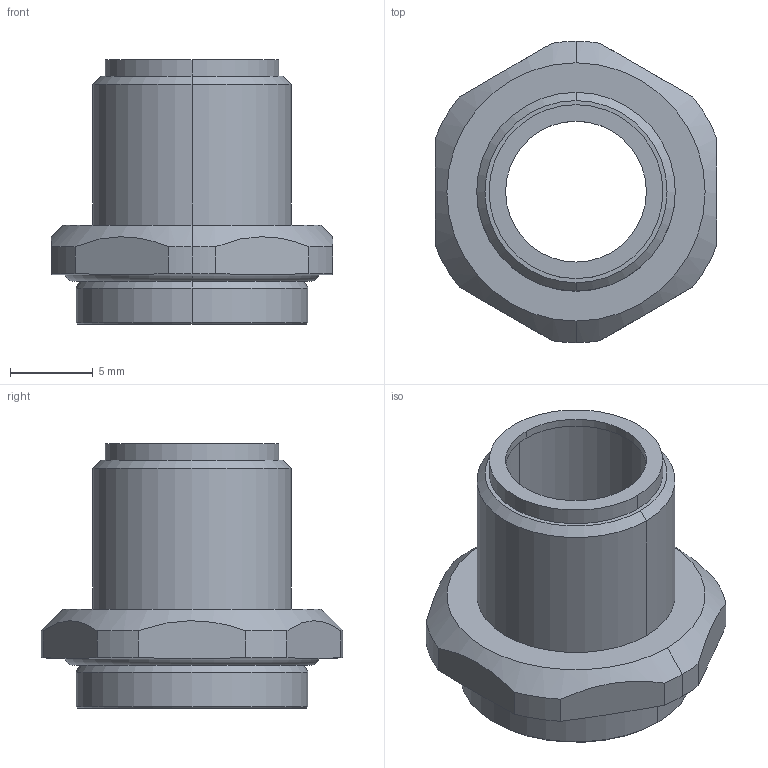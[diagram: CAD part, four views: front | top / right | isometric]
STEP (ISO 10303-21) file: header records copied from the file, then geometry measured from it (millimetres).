
FILE_DESCRIPTION(('CATIA V5 STEP Exchange','CAx-IF Rec.Pracs.--- Model Styling and Organization---1.4--- 2014-01-23'),'2;1');
FILE_NAME ('030361-1_0_2423980000_2423980000.stp','2021-10-20T08:08:50+00:00',('none'),('Weidmueller'),'CATIA Version 5-6 Release 2016 SP3 HF44','CATIA V5 STEP AP214','none');
FILE_SCHEMA(('AUTOMOTIVE_DESIGN { 1 0 10303 214 1 1 1 1 }'));
Length unit declared in the file: millimetre
Products named in the file (1): 2423980000
Bounding box: 17 x 18.2 x 16 mm (x, y, z)
Volume: 1082.5 mm3; surface area: 1867.2 mm2
Topology: 3 solids, 3 shells, 67 faces, 146 edges, 90 vertices
Faces by surface type: cylinder 26, plane 17, cone 14, torus 10
Entity records: 1672 total; most frequent: CARTESIAN_POINT 326, ORIENTED_EDGE 292, DIRECTION 204, EDGE_CURVE 146, AXIS2_PLACEMENT_3D 124, VERTEX_POINT 90, CIRCLE 88, EDGE_LOOP 78
